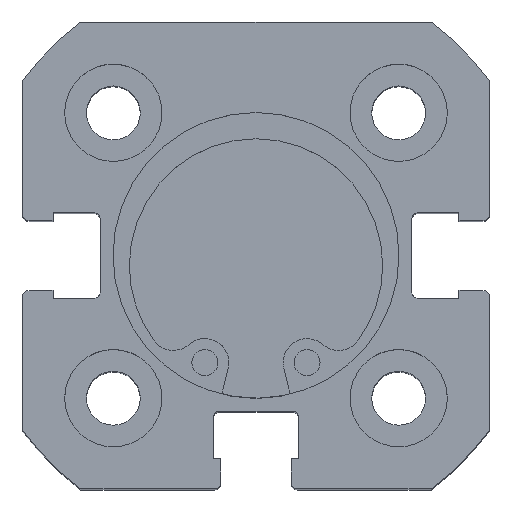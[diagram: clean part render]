
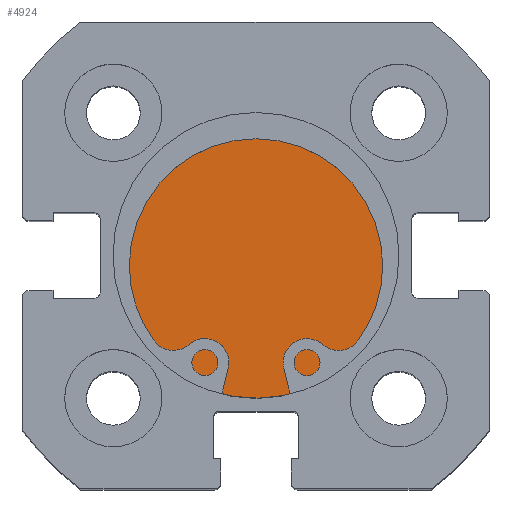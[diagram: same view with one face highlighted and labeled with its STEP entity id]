
A CAD part, top view. The second image highlights one B-rep face of the part: STEP entity #4924.
In plain terms, the highlighted face is planar.
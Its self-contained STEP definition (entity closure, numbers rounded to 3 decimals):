
#119 = DIRECTION ( 'NONE',  ( 0., 0., 1. ) ) ;
#120 = DIRECTION ( 'NONE',  ( -1., 0., 0. ) ) ;
#123 = CARTESIAN_POINT ( 'NONE',  ( 6., 0., 0. ) ) ;
#152 = DIRECTION ( 'NONE',  ( 0., 0., 1. ) ) ;
#153 = DIRECTION ( 'NONE',  ( -1., 0., 0. ) ) ;
#156 = CARTESIAN_POINT ( 'NONE',  ( 6., 0., 0. ) ) ;
#495 = EDGE_LOOP ( 'NONE', ( #777, #776 ) ) ;
#776 = ORIENTED_EDGE ( 'NONE', *, *, #5115, .F. ) ;
#777 = ORIENTED_EDGE ( 'NONE', *, *, #5121, .F. ) ;
#1307 = FACE_OUTER_BOUND ( 'NONE', #495, .T. ) ;
#1585 = CIRCLE ( 'NONE', #5653, 11. ) ;
#1590 = CIRCLE ( 'NONE', #5654, 11. ) ;
#2675 = CARTESIAN_POINT ( 'NONE',  ( 6., 0., 11. ) ) ;
#2678 = CARTESIAN_POINT ( 'NONE',  ( 6., 0., -11. ) ) ;
#3812 = DIRECTION ( 'NONE',  ( 0., 0., 1. ) ) ;
#3813 = DIRECTION ( 'NONE',  ( -1., 0., 0. ) ) ;
#3820 = CARTESIAN_POINT ( 'NONE',  ( 6., 11., 0. ) ) ;
#3824 = PLANE ( 'NONE',  #5560 ) ;
#4516 = VERTEX_POINT ( 'NONE', #2678 ) ;
#4517 = VERTEX_POINT ( 'NONE', #2675 ) ;
#4924 = ADVANCED_FACE ( 'NONE', ( #1307 ), #3824, .F. ) ;
#5115 = EDGE_CURVE ( 'NONE', #4516, #4517, #1585, .T. ) ;
#5121 = EDGE_CURVE ( 'NONE', #4517, #4516, #1590, .T. ) ;
#5560 = AXIS2_PLACEMENT_3D ( 'NONE', #3820, #3813, #3812 ) ;
#5653 = AXIS2_PLACEMENT_3D ( 'NONE', #156, #153, #152 ) ;
#5654 = AXIS2_PLACEMENT_3D ( 'NONE', #123, #120, #119 ) ;
